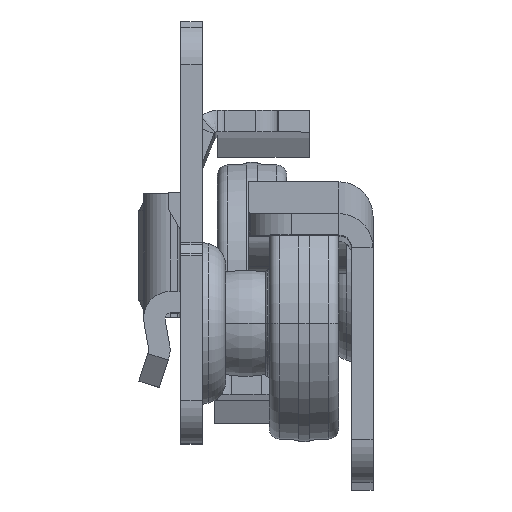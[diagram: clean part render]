
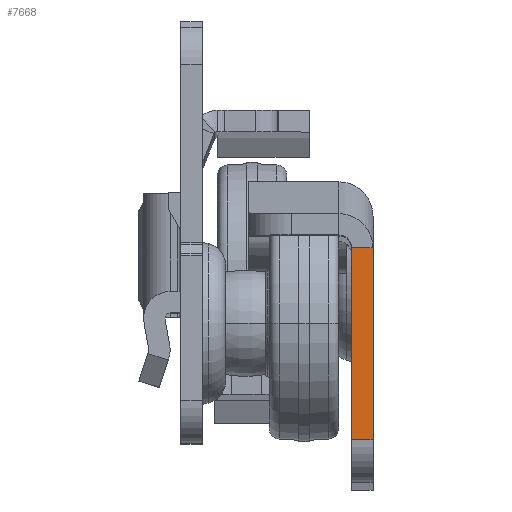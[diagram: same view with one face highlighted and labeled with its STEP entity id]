
A CAD part, top view. The second image highlights one B-rep face of the part: STEP entity #7668.
In plain terms, the highlighted planar face has unit normal (0, 0, 1).
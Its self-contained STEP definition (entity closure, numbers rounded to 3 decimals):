
#4358 = EDGE_CURVE ( 'NONE', #7520, #42910, #20515, .T. ) ;
#4560 = VERTEX_POINT ( 'NONE', #30689 ) ;
#5162 = VECTOR ( 'NONE', #7097, 1000. ) ;
#5999 = ORIENTED_EDGE ( 'NONE', *, *, #45358, .T. ) ;
#6449 = AXIS2_PLACEMENT_3D ( 'NONE', #51589, #42358, #21871 ) ;
#7097 = DIRECTION ( 'NONE',  ( 0., -1., 0. ) ) ;
#7520 = VERTEX_POINT ( 'NONE', #25393 ) ;
#7668 = ADVANCED_FACE ( 'NONE', ( #9636 ), #38587, .T. ) ;
#8673 = VERTEX_POINT ( 'NONE', #50830 ) ;
#8819 = DIRECTION ( 'NONE',  ( 1., 0., 0. ) ) ;
#9636 = FACE_OUTER_BOUND ( 'NONE', #29154, .T. ) ;
#12230 = LINE ( 'NONE', #45174, #5162 ) ;
#14220 = CARTESIAN_POINT ( 'NONE',  ( 0., -7.75, 395.5 ) ) ;
#14926 = LINE ( 'NONE', #27365, #40015 ) ;
#20515 = LINE ( 'NONE', #32122, #29735 ) ;
#21871 = DIRECTION ( 'NONE',  ( 1., 0., 0. ) ) ;
#25393 = CARTESIAN_POINT ( 'NONE',  ( 0., 10.226, 395.5 ) ) ;
#27365 = CARTESIAN_POINT ( 'NONE',  ( -2., 10.226, 395.5 ) ) ;
#29154 = EDGE_LOOP ( 'NONE', ( #39128, #5999, #42387, #40262 ) ) ;
#29735 = VECTOR ( 'NONE', #52989, 1000. ) ;
#30689 = CARTESIAN_POINT ( 'NONE',  ( -2., 10.226, 395.5 ) ) ;
#31099 = VECTOR ( 'NONE', #8819, 1000. ) ;
#31922 = DIRECTION ( 'NONE',  ( 1., 0., 0. ) ) ;
#32122 = CARTESIAN_POINT ( 'NONE',  ( 0., -11.75, 395.5 ) ) ;
#38587 = PLANE ( 'NONE',  #6449 ) ;
#38906 = EDGE_CURVE ( 'NONE', #4560, #7520, #14926, .T. ) ;
#39128 = ORIENTED_EDGE ( 'NONE', *, *, #38906, .F. ) ;
#40015 = VECTOR ( 'NONE', #31922, 1000. ) ;
#40262 = ORIENTED_EDGE ( 'NONE', *, *, #4358, .F. ) ;
#42358 = DIRECTION ( 'NONE',  ( 0., 0., 1. ) ) ;
#42387 = ORIENTED_EDGE ( 'NONE', *, *, #46086, .T. ) ;
#42910 = VERTEX_POINT ( 'NONE', #14220 ) ;
#45174 = CARTESIAN_POINT ( 'NONE',  ( -2., -11.75, 395.5 ) ) ;
#45358 = EDGE_CURVE ( 'NONE', #4560, #8673, #12230, .T. ) ;
#46086 = EDGE_CURVE ( 'NONE', #8673, #42910, #49671, .T. ) ;
#49125 = CARTESIAN_POINT ( 'NONE',  ( -2., -7.75, 395.5 ) ) ;
#49671 = LINE ( 'NONE', #49125, #31099 ) ;
#50830 = CARTESIAN_POINT ( 'NONE',  ( -2., -7.75, 395.5 ) ) ;
#51589 = CARTESIAN_POINT ( 'NONE',  ( -2., -11.75, 395.5 ) ) ;
#52989 = DIRECTION ( 'NONE',  ( 0., -1., 0. ) ) ;
